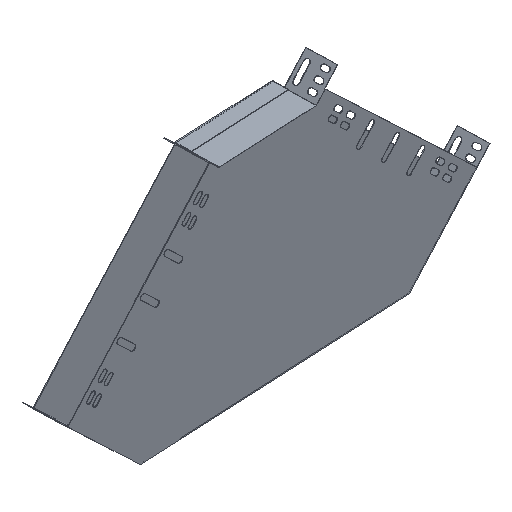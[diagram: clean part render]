
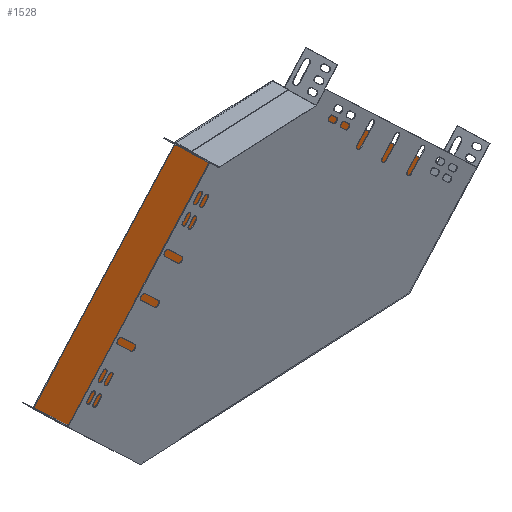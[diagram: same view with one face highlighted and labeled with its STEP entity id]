
A CAD part, isometric view. The second image highlights one B-rep face of the part: STEP entity #1528.
In plain terms, the highlighted planar face has unit normal (0.022, -1, 0.006).
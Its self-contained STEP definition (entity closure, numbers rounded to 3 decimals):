
#6 = ORIENTED_EDGE ( 'NONE', *, *, #5176, .F. ) ;
#156 = VECTOR ( 'NONE', #5084, 1000. ) ;
#393 = ORIENTED_EDGE ( 'NONE', *, *, #6354, .F. ) ;
#421 = DIRECTION ( 'NONE',  ( -0.687, -0.02, -0.726 ) ) ;
#426 = ORIENTED_EDGE ( 'NONE', *, *, #6865, .F. ) ;
#445 = ORIENTED_EDGE ( 'NONE', *, *, #6711, .F. ) ;
#560 = VERTEX_POINT ( 'NONE', #1574 ) ;
#676 = DIRECTION ( 'NONE',  ( 0.687, 0.02, 0.726 ) ) ;
#704 = LINE ( 'NONE', #2376, #4856 ) ;
#783 = VECTOR ( 'NONE', #676, 1000. ) ;
#898 = ORIENTED_EDGE ( 'NONE', *, *, #6432, .T. ) ;
#1105 = VECTOR ( 'NONE', #3661, 1000. ) ;
#1295 = ORIENTED_EDGE ( 'NONE', *, *, #6612, .F. ) ;
#1407 = VERTEX_POINT ( 'NONE', #4509 ) ;
#1491 = CARTESIAN_POINT ( 'NONE',  ( -96.978, 58.339, 293.149 ) ) ;
#1523 = ORIENTED_EDGE ( 'NONE', *, *, #6554, .T. ) ;
#1528 = ADVANCED_FACE ( 'NONE', ( #6606 ), #4494, .T. ) ;
#1574 = CARTESIAN_POINT ( 'NONE',  ( 121.526, 61.775, 85.644 ) ) ;
#1663 = VECTOR ( 'NONE', #2124, 1000. ) ;
#1668 = LINE ( 'NONE', #3485, #156 ) ;
#1677 = ORIENTED_EDGE ( 'NONE', *, *, #5253, .T. ) ;
#1765 = LINE ( 'NONE', #4647, #5953 ) ;
#2074 = ORIENTED_EDGE ( 'NONE', *, *, #5441, .T. ) ;
#2124 = DIRECTION ( 'NONE',  ( 0.726, 0.011, -0.688 ) ) ;
#2376 = CARTESIAN_POINT ( 'NONE',  ( -444.948, 49.339, 70.327 ) ) ;
#2470 = VERTEX_POINT ( 'NONE', #5846 ) ;
#2544 = VECTOR ( 'NONE', #4734, 1000. ) ;
#2606 = CARTESIAN_POINT ( 'NONE',  ( -96.992, 58.342, 293.649 ) ) ;
#2636 = LINE ( 'NONE', #5249, #1105 ) ;
#2814 = CARTESIAN_POINT ( 'NONE',  ( -444.948, 49.339, 70.327 ) ) ;
#2894 = CARTESIAN_POINT ( 'NONE',  ( -238.031, 55.243, 289.335 ) ) ;
#2899 = VECTOR ( 'NONE', #6511, 1000. ) ;
#2937 = DIRECTION ( 'NONE',  ( 0.726, 0.011, -0.688 ) ) ;
#3227 = LINE ( 'NONE', #1491, #1663 ) ;
#3301 = LINE ( 'NONE', #6689, #4522 ) ;
#3362 = CARTESIAN_POINT ( 'NONE',  ( -444.948, 49.339, 70.327 ) ) ;
#3378 = VECTOR ( 'NONE', #421, 1000. ) ;
#3461 = DIRECTION ( 'NONE',  ( 0.027, -0.006, -1. ) ) ;
#3485 = CARTESIAN_POINT ( 'NONE',  ( -238.045, 55.246, 289.835 ) ) ;
#3532 = LINE ( 'NONE', #6835, #3378 ) ;
#3533 = DIRECTION ( 'NONE',  ( 0.027, -0.006, -1. ) ) ;
#3536 = CARTESIAN_POINT ( 'NONE',  ( 121.512, 61.777, 86.144 ) ) ;
#3661 = DIRECTION ( 'NONE',  ( 0.027, -0.006, -1. ) ) ;
#3830 = CARTESIAN_POINT ( 'NONE',  ( -238.031, 55.243, 289.335 ) ) ;
#3895 = VERTEX_POINT ( 'NONE', #5178 ) ;
#3952 = LINE ( 'NONE', #4208, #2544 ) ;
#3968 = VERTEX_POINT ( 'NONE', #3536 ) ;
#4119 = DIRECTION ( 'NONE',  ( 0.027, -0.006, -1. ) ) ;
#4208 = CARTESIAN_POINT ( 'NONE',  ( 35.812, 59.33, -4.865 ) ) ;
#4400 = VERTEX_POINT ( 'NONE', #6420 ) ;
#4494 = PLANE ( 'NONE',  #4788 ) ;
#4509 = CARTESIAN_POINT ( 'NONE',  ( 35.812, 59.33, -4.865 ) ) ;
#4522 = VECTOR ( 'NONE', #3533, 1000. ) ;
#4609 = LINE ( 'NONE', #3362, #2899 ) ;
#4647 = CARTESIAN_POINT ( 'NONE',  ( -238.045, 55.246, 289.835 ) ) ;
#4734 = DIRECTION ( 'NONE',  ( 0.999, 0.022, 0.027 ) ) ;
#4788 = AXIS2_PLACEMENT_3D ( 'NONE', #5030, #6616, #3461 ) ;
#4856 = VECTOR ( 'NONE', #2937, 1000. ) ;
#5030 = CARTESIAN_POINT ( 'NONE',  ( 121.512, 61.777, 86.144 ) ) ;
#5084 = DIRECTION ( 'NONE',  ( -0.999, -0.022, -0.027 ) ) ;
#5176 = EDGE_CURVE ( 'NONE', #5817, #4400, #4609, .T. ) ;
#5178 = CARTESIAN_POINT ( 'NONE',  ( -96.978, 58.339, 293.149 ) ) ;
#5249 = CARTESIAN_POINT ( 'NONE',  ( 121.512, 61.777, 86.144 ) ) ;
#5253 = EDGE_CURVE ( 'NONE', #5817, #5785, #704, .T. ) ;
#5441 = EDGE_CURVE ( 'NONE', #5785, #1407, #3952, .T. ) ;
#5584 = VERTEX_POINT ( 'NONE', #3830 ) ;
#5616 = EDGE_CURVE ( 'NONE', #560, #1407, #3532, .T. ) ;
#5785 = VERTEX_POINT ( 'NONE', #5956 ) ;
#5817 = VERTEX_POINT ( 'NONE', #2814 ) ;
#5846 = CARTESIAN_POINT ( 'NONE',  ( -238.045, 55.246, 289.835 ) ) ;
#5953 = VECTOR ( 'NONE', #4119, 1000. ) ;
#5956 = CARTESIAN_POINT ( 'NONE',  ( -354.446, 50.764, -15.418 ) ) ;
#6354 = EDGE_CURVE ( 'NONE', #4400, #5584, #6843, .T. ) ;
#6420 = CARTESIAN_POINT ( 'NONE',  ( -444.961, 49.342, 70.827 ) ) ;
#6432 = EDGE_CURVE ( 'NONE', #6607, #2470, #1668, .T. ) ;
#6511 = DIRECTION ( 'NONE',  ( -0.027, 0.006, 1. ) ) ;
#6554 = EDGE_CURVE ( 'NONE', #2470, #5584, #1765, .T. ) ;
#6606 = FACE_OUTER_BOUND ( 'NONE', #6719, .T. ) ;
#6607 = VERTEX_POINT ( 'NONE', #2606 ) ;
#6612 = EDGE_CURVE ( 'NONE', #3968, #560, #2636, .T. ) ;
#6616 = DIRECTION ( 'NONE',  ( 0.022, -1., 0.006 ) ) ;
#6687 = ORIENTED_EDGE ( 'NONE', *, *, #5616, .F. ) ;
#6689 = CARTESIAN_POINT ( 'NONE',  ( -96.992, 58.342, 293.649 ) ) ;
#6711 = EDGE_CURVE ( 'NONE', #3895, #3968, #3227, .T. ) ;
#6719 = EDGE_LOOP ( 'NONE', ( #393, #6, #1677, #2074, #6687, #1295, #445, #426, #898, #1523 ) ) ;
#6835 = CARTESIAN_POINT ( 'NONE',  ( 121.526, 61.775, 85.644 ) ) ;
#6843 = LINE ( 'NONE', #2894, #783 ) ;
#6865 = EDGE_CURVE ( 'NONE', #6607, #3895, #3301, .T. ) ;
